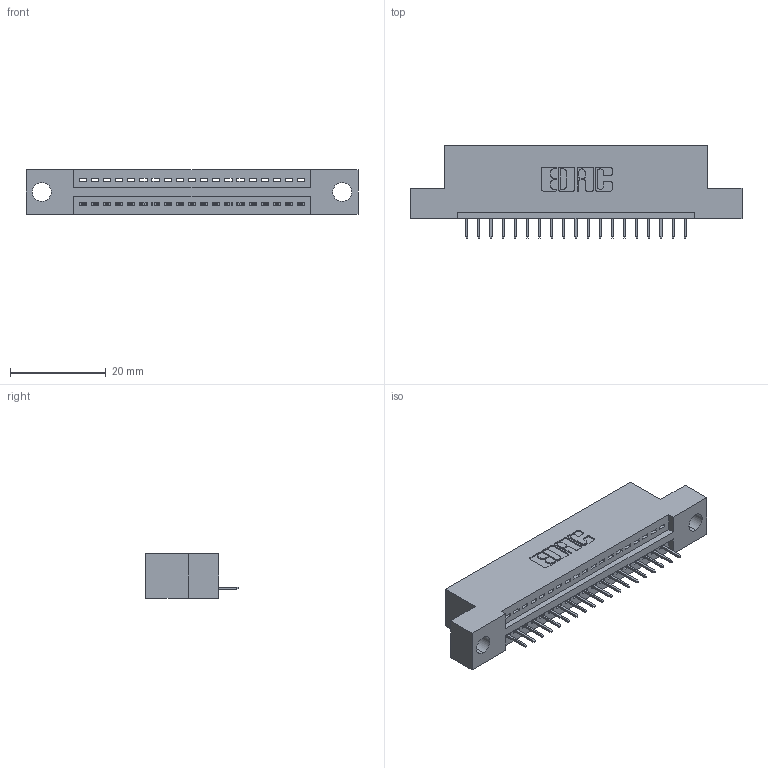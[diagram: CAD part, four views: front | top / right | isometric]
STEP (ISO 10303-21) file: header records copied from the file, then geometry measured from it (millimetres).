
FILE_DESCRIPTION (( 'STEP AP203' ), '1' );
FILE_NAME ('395-019-524-104.STEP', '2019-10-17T17:01:55', ( '' ), ( '' ), 'SwSTEP 2.0', 'SolidWorks 2016', '' );
FILE_SCHEMA (( 'CONFIG_CONTROL_DESIGN' ));
Length unit declared in the file: inch
Products named in the file (3): 395-019-524-104; 345-292-001_345-293-124; 345 Part_Flush Mounting Lugs - 0.156 Dia-TH
Assembly tree (20 placements, depth 2):
  395-019-524-104
    345 Part_Flush Mounting Lugs - 0.156 Dia-TH
    345-292-001_345-293-124  x19
Bounding box: 69.47 x 19.35 x 9.4 mm (x, y, z)
Volume: 6246.9 mm3; surface area: 7557.8 mm2
Topology: 20 solids, 20 shells, 1304 faces, 3761 edges, 2430 vertices
Faces by surface type: plane 954, cylinder 350
Entity records: 17473 total; most frequent: CARTESIAN_POINT 3033, ORIENTED_EDGE 2986, DIRECTION 2683, EDGE_CURVE 1493, VECTOR 1289, LINE 1289, VERTEX_POINT 990, AXIS2_PLACEMENT_3D 697
